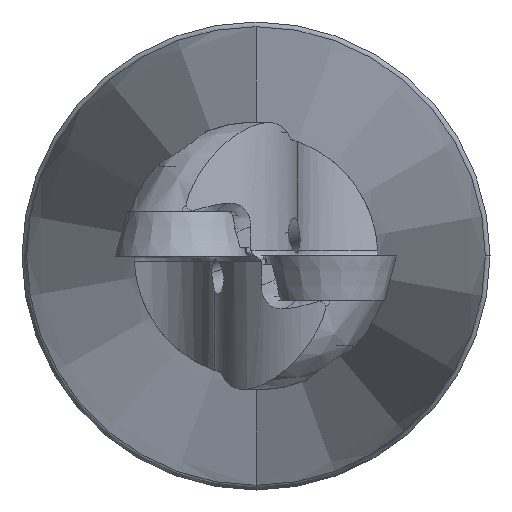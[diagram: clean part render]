
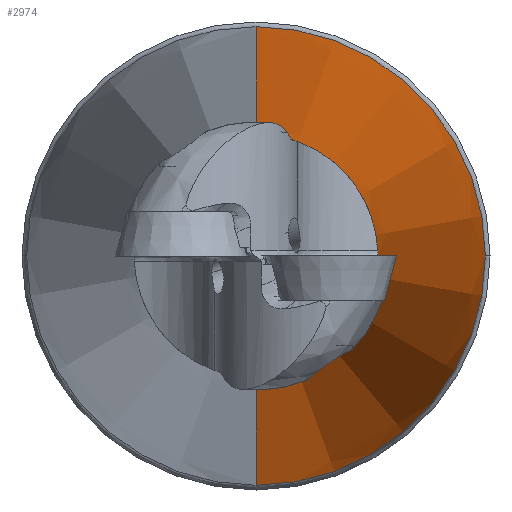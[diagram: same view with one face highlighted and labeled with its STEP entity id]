
A CAD part, front view. The second image highlights one B-rep face of the part: STEP entity #2974.
In plain terms, the highlighted conical face has half-angle 3.464 degrees and reference radius 12.25 mm.
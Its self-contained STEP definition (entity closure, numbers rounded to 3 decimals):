
#241 = DIRECTION ( 'NONE',  ( 1., 0., 0. ) ) ;
#332 = CARTESIAN_POINT ( 'NONE',  ( 0., 20., 0. ) ) ;
#729 = EDGE_CURVE ( 'NONE', #3239, #5459, #4256, .T. ) ;
#873 = DIRECTION ( 'NONE',  ( 0., 0.998, 0.06 ) ) ;
#1016 = VECTOR ( 'NONE', #873, 1000. ) ;
#1505 = ORIENTED_EDGE ( 'NONE', *, *, #3534, .F. ) ;
#1516 = CARTESIAN_POINT ( 'NONE',  ( 0., 115., 0. ) ) ;
#1530 = DIRECTION ( 'NONE',  ( 0., 1., 0. ) ) ;
#1600 = CARTESIAN_POINT ( 'NONE',  ( 0., 115., 12.25 ) ) ;
#1635 = CONICAL_SURFACE ( 'NONE', #4852, 12.25, 0.06 ) ;
#1827 = DIRECTION ( 'NONE',  ( 0., 1., 0. ) ) ;
#2017 = VECTOR ( 'NONE', #5570, 1000. ) ;
#2670 = CARTESIAN_POINT ( 'NONE',  ( 0., 115., -12.25 ) ) ;
#2735 = CARTESIAN_POINT ( 'NONE',  ( 0., 20., -6.5 ) ) ;
#2974 = ADVANCED_FACE ( 'NONE', ( #3464 ), #1635, .T. ) ;
#3055 = LINE ( 'NONE', #5423, #1016 ) ;
#3239 = VERTEX_POINT ( 'NONE', #5032 ) ;
#3464 = FACE_OUTER_BOUND ( 'NONE', #6126, .T. ) ;
#3534 = EDGE_CURVE ( 'NONE', #3239, #6186, #3055, .T. ) ;
#3602 = EDGE_CURVE ( 'NONE', #5459, #6740, #6159, .T. ) ;
#3880 = AXIS2_PLACEMENT_3D ( 'NONE', #332, #1530, #4522 ) ;
#3888 = DIRECTION ( 'NONE',  ( 0., -1., 0. ) ) ;
#4256 = CIRCLE ( 'NONE', #3880, 6.5 ) ;
#4522 = DIRECTION ( 'NONE',  ( 1., 0., 0. ) ) ;
#4852 = AXIS2_PLACEMENT_3D ( 'NONE', #6459, #1827, #7123 ) ;
#5032 = CARTESIAN_POINT ( 'NONE',  ( 0., 20., 6.5 ) ) ;
#5064 = CARTESIAN_POINT ( 'NONE',  ( 0., 115., -12.25 ) ) ;
#5085 = ORIENTED_EDGE ( 'NONE', *, *, #729, .T. ) ;
#5107 = EDGE_CURVE ( 'NONE', #6740, #6186, #7666, .T. ) ;
#5162 = ORIENTED_EDGE ( 'NONE', *, *, #5107, .T. ) ;
#5423 = CARTESIAN_POINT ( 'NONE',  ( 0., 115., 12.25 ) ) ;
#5459 = VERTEX_POINT ( 'NONE', #2735 ) ;
#5570 = DIRECTION ( 'NONE',  ( 0., 0.998, -0.06 ) ) ;
#6126 = EDGE_LOOP ( 'NONE', ( #5085, #7058, #5162, #1505 ) ) ;
#6159 = LINE ( 'NONE', #5064, #2017 ) ;
#6186 = VERTEX_POINT ( 'NONE', #1600 ) ;
#6459 = CARTESIAN_POINT ( 'NONE',  ( 0., 115., 0. ) ) ;
#6740 = VERTEX_POINT ( 'NONE', #2670 ) ;
#7049 = AXIS2_PLACEMENT_3D ( 'NONE', #1516, #3888, #241 ) ;
#7058 = ORIENTED_EDGE ( 'NONE', *, *, #3602, .T. ) ;
#7123 = DIRECTION ( 'NONE',  ( 0., 0., 1. ) ) ;
#7666 = CIRCLE ( 'NONE', #7049, 12.25 ) ;
